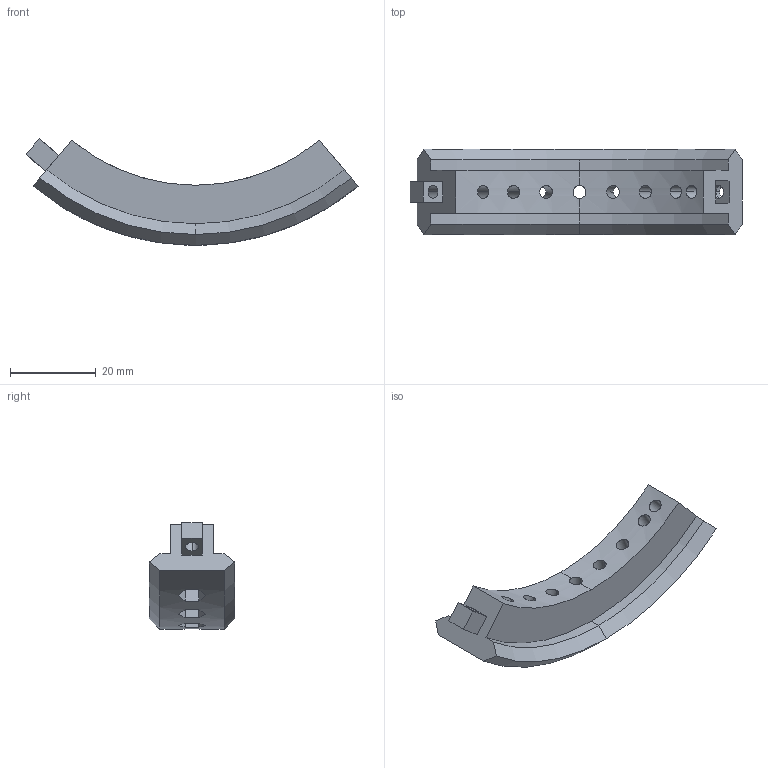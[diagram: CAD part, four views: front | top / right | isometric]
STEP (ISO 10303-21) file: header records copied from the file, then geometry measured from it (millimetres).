
FILE_DESCRIPTION (( 'STEP AP214' ), '1' );
FILE_NAME ('賑遠R45.ST', '2024-10-13T07:17:54', ( '' ), ( '' ), 'SwSTEP 2.0', 'SolidWorks 2024', '' );
FILE_SCHEMA (( 'AUTOMOTIVE_DESIGN' ));
Length unit declared in the file: millimetre
Products named in the file (1): 滑环R45
Bounding box: 77.49 x 20 x 24.86 mm (x, y, z)
Volume: 11547.9 mm3; surface area: 6481.9 mm2
Topology: 1 solids, 1 shells, 100 faces, 272 edges, 180 vertices
Faces by surface type: plane 64, cylinder 30, cone 6
Entity records: 3623 total; most frequent: CARTESIAN_POINT 1103, ORIENTED_EDGE 544, DIRECTION 472, EDGE_CURVE 272, VERTEX_POINT 180, LINE 178, VECTOR 178, AXIS2_PLACEMENT_3D 147
